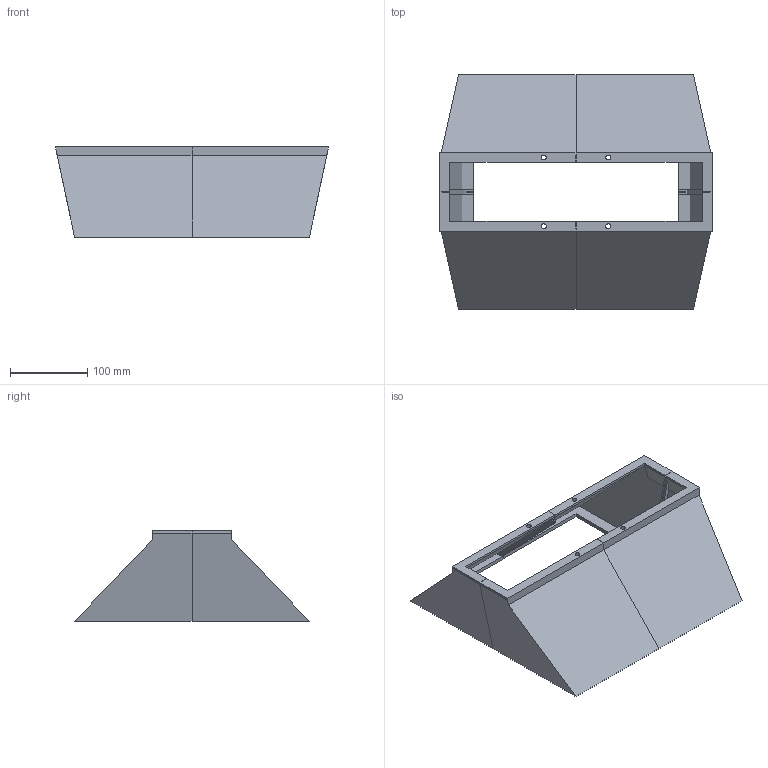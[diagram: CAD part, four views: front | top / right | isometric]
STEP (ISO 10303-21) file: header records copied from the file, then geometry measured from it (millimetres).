
FILE_DESCRIPTION(/* description */ (''),/* implementation_level */ '2;1');
FILE_NAME(/* name */ 'Plenum.step',/* time_stamp */ '2024-08-07T08:27:25-07:00',/* author */ (''),/* organization */ (''),/* preprocessor_version */ 'ST-DEVELOPER v20',/* originating_system */ 'Autodesk Translation Framework v13.14.0.145',/* authorisation */ '');
FILE_SCHEMA (('AUTOMOTIVE_DESIGN { 1 0 10303 214 3 1 1 }'));
Length unit declared in the file: inch
Products named in the file (1): Plenum
Bounding box: 353.31 x 304.8 x 117.3 mm (x, y, z)
Volume: 741403.1 mm3; surface area: 359928.2 mm2
Topology: 4 solids, 4 shells, 124 faces, 340 edges, 224 vertices
Faces by surface type: plane 120, cylinder 4
Full cylindrical faces by diameter (mm): 6.35 x4
Entity records: 3896 total; most frequent: CARTESIAN_POINT 689, ORIENTED_EDGE 680, DIRECTION 598, EDGE_CURVE 340, LINE 332, VECTOR 332, VERTEX_POINT 224, AXIS2_PLACEMENT_3D 133
